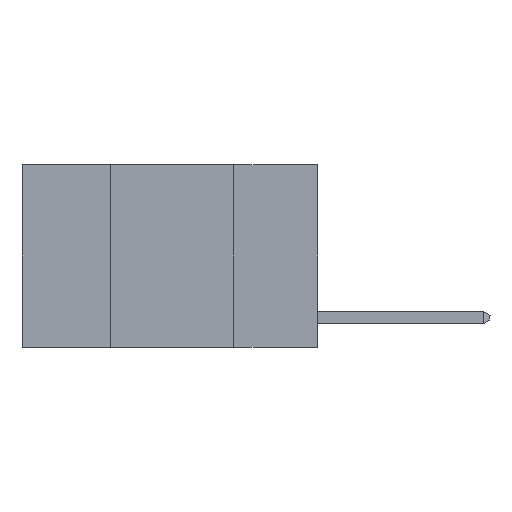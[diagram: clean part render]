
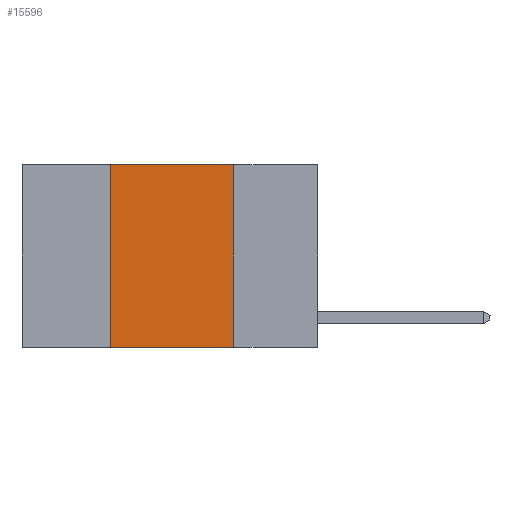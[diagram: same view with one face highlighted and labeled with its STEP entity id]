
A CAD part, left-side view. The second image highlights one B-rep face of the part: STEP entity #15596.
In plain terms, the highlighted planar face has unit normal (-1, 0, 0).
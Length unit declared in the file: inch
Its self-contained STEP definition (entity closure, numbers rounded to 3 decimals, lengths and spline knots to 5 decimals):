
#1240 = EDGE_CURVE ( 'NONE', #10620, #6129, #15732, .T. ) ;
#1375 = VECTOR ( 'NONE', #6595, 39.37008 ) ;
#2160 = EDGE_CURVE ( 'NONE', #15547, #10620, #11528, .T. ) ;
#2401 = CARTESIAN_POINT ( 'NONE',  ( 0., 0.6, -0.37 ) ) ;
#2433 = VECTOR ( 'NONE', #9724, 39.37008 ) ;
#3238 = AXIS2_PLACEMENT_3D ( 'NONE', #6942, #23062, #6797 ) ;
#3375 = EDGE_LOOP ( 'NONE', ( #19135, #23224, #18990, #19127 ) ) ;
#4983 = LINE ( 'NONE', #2401, #2433 ) ;
#5582 = EDGE_CURVE ( 'NONE', #17399, #15547, #14967, .T. ) ;
#6129 = VERTEX_POINT ( 'NONE', #22492 ) ;
#6595 = DIRECTION ( 'NONE',  ( 0., 0., -1. ) ) ;
#6721 = VECTOR ( 'NONE', #9304, 39.37008 ) ;
#6727 = CARTESIAN_POINT ( 'NONE',  ( 0., 0.6, 0. ) ) ;
#6797 = DIRECTION ( 'NONE',  ( 0., 0., -1. ) ) ;
#6942 = CARTESIAN_POINT ( 'NONE',  ( 0., 0.6, 0. ) ) ;
#9304 = DIRECTION ( 'NONE',  ( 0., -1., 0. ) ) ;
#9724 = DIRECTION ( 'NONE',  ( 0., -1., 0. ) ) ;
#9783 = CARTESIAN_POINT ( 'NONE',  ( 0., 0.42, -0.37 ) ) ;
#10123 = CARTESIAN_POINT ( 'NONE',  ( 0., 0.42, 0. ) ) ;
#10620 = VERTEX_POINT ( 'NONE', #20460 ) ;
#11528 = LINE ( 'NONE', #6727, #6721 ) ;
#12615 = CARTESIAN_POINT ( 'NONE',  ( 0., 0.42, 0. ) ) ;
#12690 = DIRECTION ( 'NONE',  ( 0., 0., 1. ) ) ;
#13992 = PLANE ( 'NONE',  #3238 ) ;
#14967 = LINE ( 'NONE', #12615, #20062 ) ;
#15547 = VERTEX_POINT ( 'NONE', #10123 ) ;
#15596 = ADVANCED_FACE ( 'NONE', ( #23320 ), #13992, .F. ) ;
#15732 = LINE ( 'NONE', #17351, #1375 ) ;
#17351 = CARTESIAN_POINT ( 'NONE',  ( 0., 0.17, 0. ) ) ;
#17399 = VERTEX_POINT ( 'NONE', #9783 ) ;
#17550 = EDGE_CURVE ( 'NONE', #17399, #6129, #4983, .T. ) ;
#18990 = ORIENTED_EDGE ( 'NONE', *, *, #5582, .F. ) ;
#19127 = ORIENTED_EDGE ( 'NONE', *, *, #17550, .T. ) ;
#19135 = ORIENTED_EDGE ( 'NONE', *, *, #1240, .F. ) ;
#20062 = VECTOR ( 'NONE', #12690, 39.37008 ) ;
#20460 = CARTESIAN_POINT ( 'NONE',  ( 0., 0.17, 0. ) ) ;
#22492 = CARTESIAN_POINT ( 'NONE',  ( 0., 0.17, -0.37 ) ) ;
#23062 = DIRECTION ( 'NONE',  ( 1., 0., 0. ) ) ;
#23224 = ORIENTED_EDGE ( 'NONE', *, *, #2160, .F. ) ;
#23320 = FACE_OUTER_BOUND ( 'NONE', #3375, .T. ) ;
